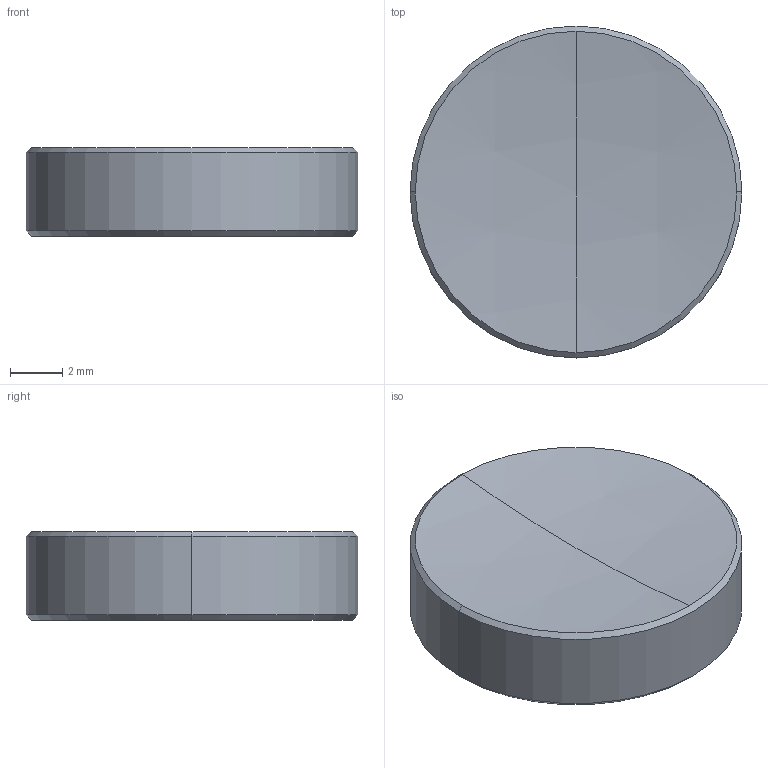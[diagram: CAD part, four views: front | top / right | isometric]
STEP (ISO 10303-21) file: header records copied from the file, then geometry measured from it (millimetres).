
FILE_DESCRIPTION (( 'STEP AP214' ), '1' );
FILE_NAME ('17565-E0W.STEP', '2010-10-29T14:20:25', ( 'Admin' ), ( 'Thorlabs, Inc.' ), 'SwSTEP 2.0', 'SolidWorks 2009', '' );
FILE_SCHEMA (( 'AUTOMOTIVE_DESIGN' ));
Length unit declared in the file: inch
Products named in the file (1): 17565-E0W
Bounding box: 12.7 x 12.7 x 3.38 mm (x, y, z)
Volume: 404.1 mm3; surface area: 379.6 mm2
Topology: 1 solids, 1 shells, 270 faces, 714 edges, 475 vertices
Faces by surface type: plane 150, bspline 112, cone 4, sphere 2, cylinder 2
Entity records: 21788 total; most frequent: CARTESIAN_POINT 12296, ORIENTED_EDGE 1428, DIRECTION 820, EDGE_CURVE 714, VECTOR 478, LINE 478, VERTEX_POINT 475, EDGE_LOOP 299
